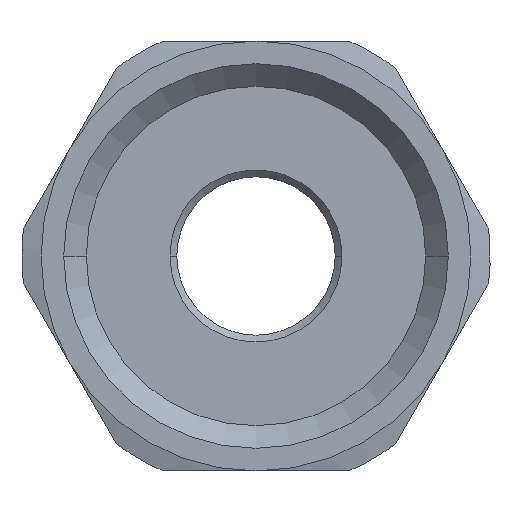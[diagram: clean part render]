
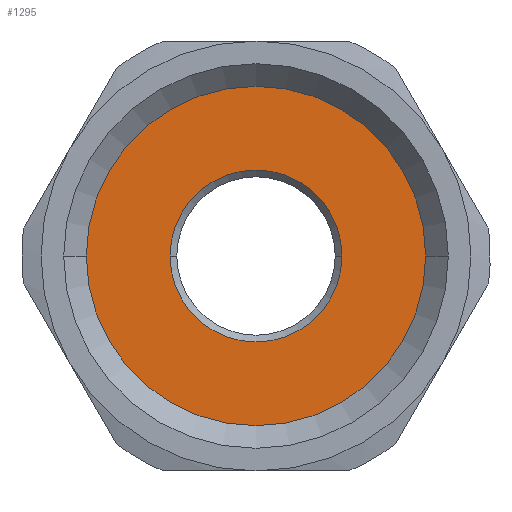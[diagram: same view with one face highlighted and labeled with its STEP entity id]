
A CAD part, front view. The second image highlights one B-rep face of the part: STEP entity #1295.
In plain terms, the highlighted planar face has unit normal (0, -1, 0).
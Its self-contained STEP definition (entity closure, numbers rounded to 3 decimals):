
#196=CARTESIAN_POINT('',(0.,11.5,0.));
#197=DIRECTION('',(0.,-1.,0.));
#198=DIRECTION('',(-1.,0.,0.));
#199=AXIS2_PLACEMENT_3D('',#196,#197,#198);
#205=CARTESIAN_POINT('',(0.,11.5,0.));
#206=DIRECTION('',(0.,1.,0.));
#207=DIRECTION('',(-1.,0.,0.));
#208=AXIS2_PLACEMENT_3D('',#205,#206,#207);
#210=CARTESIAN_POINT('',(0.,11.5,0.));
#211=DIRECTION('',(0.,-1.,0.));
#212=DIRECTION('',(1.,0.,0.));
#213=AXIS2_PLACEMENT_3D('',#210,#211,#212);
#215=CARTESIAN_POINT('',(0.,11.5,0.));
#216=DIRECTION('',(0.,-1.,0.));
#217=DIRECTION('',(-1.,0.,0.));
#218=AXIS2_PLACEMENT_3D('',#215,#216,#217);
#794=CARTESIAN_POINT('',(-7.5,11.5,0.));
#796=VERTEX_POINT('',#794);
#798=CARTESIAN_POINT('',(7.5,11.5,0.));
#800=VERTEX_POINT('',#798);
#810=CARTESIAN_POINT('',(3.8,11.5,0.));
#811=CARTESIAN_POINT('',(-3.8,11.5,0.));
#812=VERTEX_POINT('',#810);
#813=VERTEX_POINT('',#811);
#1280=CARTESIAN_POINT('',(0.,11.5,0.));
#1281=DIRECTION('',(0.,1.,0.));
#1282=DIRECTION('',(1.,0.,0.));
#1283=AXIS2_PLACEMENT_3D('',#1280,#1281,#1282);
#1284=PLANE('',#1283);
#1285=ORIENTED_EDGE('',*,*,#1275,.T.);
#1286=ORIENTED_EDGE('',*,*,#1259,.F.);
#1287=EDGE_LOOP('',(#1285,#1286));
#1288=FACE_OUTER_BOUND('',#1287,.F.);
#1290=ORIENTED_EDGE('',*,*,#1289,.T.);
#1292=ORIENTED_EDGE('',*,*,#1291,.T.);
#1293=EDGE_LOOP('',(#1290,#1292));
#1294=FACE_BOUND('',#1293,.F.);
#1295=ADVANCED_FACE('',(#1288,#1294),#1284,.F.);
#200=CIRCLE('',#199,7.5);
#209=CIRCLE('',#208,7.5);
#214=CIRCLE('',#213,3.8);
#219=CIRCLE('',#218,3.8);
#1259=EDGE_CURVE('',#796,#800,#200,.T.);
#1275=EDGE_CURVE('',#796,#800,#209,.T.);
#1289=EDGE_CURVE('',#812,#813,#214,.T.);
#1291=EDGE_CURVE('',#813,#812,#219,.T.);
